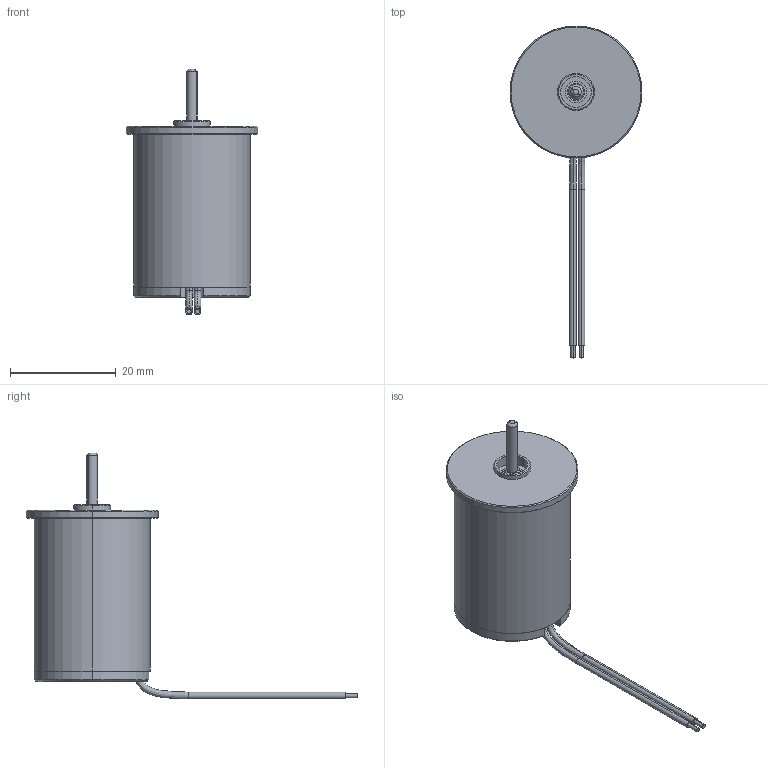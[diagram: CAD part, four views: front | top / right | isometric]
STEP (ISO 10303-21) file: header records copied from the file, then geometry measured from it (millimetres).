
FILE_DESCRIPTION (( 'STEP AP214' ), '1' );
FILE_NAME ('BD2232.STEP', '2025-12-01T03:19:32', ( 'Windows 蚚誧' ), ( 'Organization' ), 'SwSTEP 2.0', 'SolidWorks 2024', '' );
FILE_SCHEMA (( 'AUTOMOTIVE_DESIGN' ));
Length unit declared in the file: millimetre
Products named in the file (1): BD2232
Bounding box: 25 x 62.84 x 46.6 mm (x, y, z)
Volume: 5041.6 mm3; surface area: 7571.6 mm2
Topology: 7 solids, 7 shells, 231 faces, 492 edges, 302 vertices
Faces by surface type: plane 96, cylinder 84, cone 27, torus 18, bspline 6
Entity records: 7107 total; most frequent: CARTESIAN_POINT 1846, DIRECTION 1194, ORIENTED_EDGE 984, EDGE_CURVE 492, AXIS2_PLACEMENT_3D 486, VERTEX_POINT 302, EDGE_LOOP 266, CIRCLE 260
